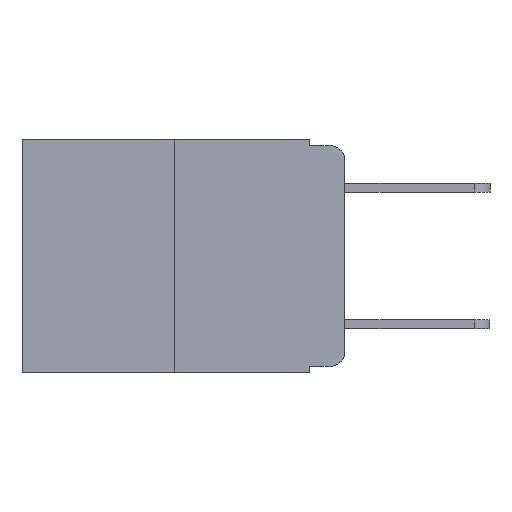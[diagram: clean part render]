
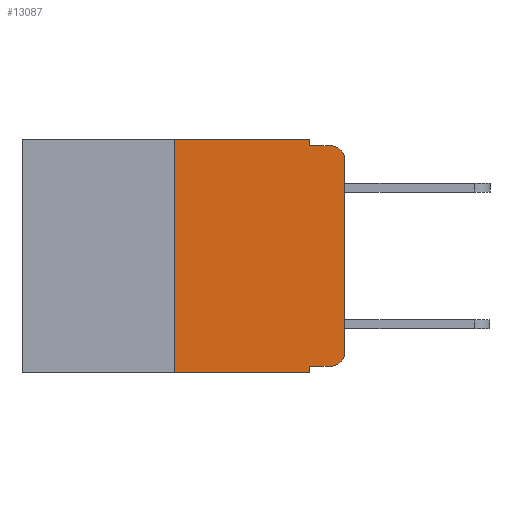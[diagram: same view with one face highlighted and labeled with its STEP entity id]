
A CAD part, left-side view. The second image highlights one B-rep face of the part: STEP entity #13087.
In plain terms, the highlighted planar face has unit normal (-1, 0, 0).
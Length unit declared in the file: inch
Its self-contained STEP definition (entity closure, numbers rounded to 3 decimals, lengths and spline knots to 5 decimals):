
#352 = ORIENTED_EDGE ( 'NONE', *, *, #16771, .T. ) ;
#574 = VECTOR ( 'NONE', #20457, 39.37008 ) ;
#611 = CARTESIAN_POINT ( 'NONE',  ( 0., 0.473, 0. ) ) ;
#612 = EDGE_CURVE ( 'NONE', #13141, #13349, #7519, .T. ) ;
#690 = DIRECTION ( 'NONE',  ( 1., 0., 0. ) ) ;
#831 = ORIENTED_EDGE ( 'NONE', *, *, #18312, .T. ) ;
#1434 = AXIS2_PLACEMENT_3D ( 'NONE', #15744, #4397, #17592 ) ;
#2354 = EDGE_CURVE ( 'NONE', #11226, #21731, #8608, .T. ) ;
#2449 = VECTOR ( 'NONE', #5885, 39.37008 ) ;
#3285 = CARTESIAN_POINT ( 'NONE',  ( 0., 0.25, 0. ) ) ;
#3413 = CARTESIAN_POINT ( 'NONE',  ( 0., 0.02, -0.01 ) ) ;
#3543 = DIRECTION ( 'NONE',  ( 0., -1., 0. ) ) ;
#3648 = DIRECTION ( 'NONE',  ( -1., 0., 0. ) ) ;
#3879 = LINE ( 'NONE', #17320, #8360 ) ;
#4397 = DIRECTION ( 'NONE',  ( -1., 0., 0. ) ) ;
#4524 = ORIENTED_EDGE ( 'NONE', *, *, #23249, .T. ) ;
#4537 = CARTESIAN_POINT ( 'NONE',  ( 0., 0.473, -0.343 ) ) ;
#5464 = AXIS2_PLACEMENT_3D ( 'NONE', #14999, #3648, #16883 ) ;
#5638 = LINE ( 'NONE', #7366, #574 ) ;
#5756 = EDGE_CURVE ( 'NONE', #17576, #14794, #8084, .T. ) ;
#5885 = DIRECTION ( 'NONE',  ( 0., 0., -1. ) ) ;
#6518 = LINE ( 'NONE', #8969, #10928 ) ;
#6837 = VECTOR ( 'NONE', #18761, 39.37008 ) ;
#7366 = CARTESIAN_POINT ( 'NONE',  ( 0., 0.051, -0.01 ) ) ;
#7465 = EDGE_CURVE ( 'NONE', #11226, #14794, #11865, .T. ) ;
#7519 = LINE ( 'NONE', #17189, #2449 ) ;
#7596 = CARTESIAN_POINT ( 'NONE',  ( 0., 0., -0.313 ) ) ;
#8084 = LINE ( 'NONE', #4537, #22956 ) ;
#8360 = VECTOR ( 'NONE', #19188, 39.37008 ) ;
#8608 = LINE ( 'NONE', #14900, #12447 ) ;
#8969 = CARTESIAN_POINT ( 'NONE',  ( 0., 0., 0. ) ) ;
#9420 = VERTEX_POINT ( 'NONE', #3285 ) ;
#10227 = CARTESIAN_POINT ( 'NONE',  ( 0., 0.051, 0. ) ) ;
#10250 = VERTEX_POINT ( 'NONE', #7596 ) ;
#10928 = VECTOR ( 'NONE', #10931, 39.37008 ) ;
#10931 = DIRECTION ( 'NONE',  ( 0., 0., 1. ) ) ;
#11226 = VERTEX_POINT ( 'NONE', #12342 ) ;
#11233 = CARTESIAN_POINT ( 'NONE',  ( 0., 0.051, 0. ) ) ;
#11381 = EDGE_LOOP ( 'NONE', ( #4524, #831, #17633, #22300, #20112, #14579, #22694, #21608, #13830, #352 ) ) ;
#11639 = CARTESIAN_POINT ( 'NONE',  ( 0., 0.051, -0.343 ) ) ;
#11865 = LINE ( 'NONE', #11233, #6837 ) ;
#12342 = CARTESIAN_POINT ( 'NONE',  ( 0., 0.051, -0.333 ) ) ;
#12447 = VECTOR ( 'NONE', #3543, 39.37008 ) ;
#13087 = ADVANCED_FACE ( 'NONE', ( #22386 ), #23171, .F. ) ;
#13141 = VERTEX_POINT ( 'NONE', #10227 ) ;
#13190 = DIRECTION ( 'NONE',  ( 0., 0., 1. ) ) ;
#13349 = VERTEX_POINT ( 'NONE', #14762 ) ;
#13830 = ORIENTED_EDGE ( 'NONE', *, *, #2354, .T. ) ;
#13971 = DIRECTION ( 'NONE',  ( 0., 0., -1. ) ) ;
#14579 = ORIENTED_EDGE ( 'NONE', *, *, #21267, .F. ) ;
#14593 = EDGE_CURVE ( 'NONE', #13349, #22647, #5638, .T. ) ;
#14762 = CARTESIAN_POINT ( 'NONE',  ( 0., 0.051, -0.01 ) ) ;
#14794 = VERTEX_POINT ( 'NONE', #11639 ) ;
#14900 = CARTESIAN_POINT ( 'NONE',  ( 0., 0.051, -0.333 ) ) ;
#14999 = CARTESIAN_POINT ( 'NONE',  ( 0., 0.02, -0.03 ) ) ;
#15209 = AXIS2_PLACEMENT_3D ( 'NONE', #611, #690, #13971 ) ;
#15744 = CARTESIAN_POINT ( 'NONE',  ( 0., 0.02, -0.313 ) ) ;
#15871 = DIRECTION ( 'NONE',  ( 0., -1., 0. ) ) ;
#16124 = CIRCLE ( 'NONE', #5464, 0.02 ) ;
#16771 = EDGE_CURVE ( 'NONE', #21731, #10250, #21398, .T. ) ;
#16883 = DIRECTION ( 'NONE',  ( 0., 0., -1. ) ) ;
#16948 = VECTOR ( 'NONE', #13190, 39.37008 ) ;
#17189 = CARTESIAN_POINT ( 'NONE',  ( 0., 0.051, 0. ) ) ;
#17320 = CARTESIAN_POINT ( 'NONE',  ( 0., 0.473, 0. ) ) ;
#17509 = CARTESIAN_POINT ( 'NONE',  ( 0., 0.02, -0.333 ) ) ;
#17576 = VERTEX_POINT ( 'NONE', #18112 ) ;
#17592 = DIRECTION ( 'NONE',  ( 0., 0., -1. ) ) ;
#17633 = ORIENTED_EDGE ( 'NONE', *, *, #14593, .F. ) ;
#18112 = CARTESIAN_POINT ( 'NONE',  ( 0., 0.25, -0.343 ) ) ;
#18312 = EDGE_CURVE ( 'NONE', #21893, #22647, #16124, .T. ) ;
#18761 = DIRECTION ( 'NONE',  ( 0., 0., -1. ) ) ;
#19188 = DIRECTION ( 'NONE',  ( 0., -1., 0. ) ) ;
#19838 = CARTESIAN_POINT ( 'NONE',  ( 0., 0., -0.03 ) ) ;
#20112 = ORIENTED_EDGE ( 'NONE', *, *, #22261, .F. ) ;
#20457 = DIRECTION ( 'NONE',  ( 0., -1., 0. ) ) ;
#20695 = LINE ( 'NONE', #22428, #16948 ) ;
#21267 = EDGE_CURVE ( 'NONE', #17576, #9420, #20695, .T. ) ;
#21398 = CIRCLE ( 'NONE', #1434, 0.02 ) ;
#21608 = ORIENTED_EDGE ( 'NONE', *, *, #7465, .F. ) ;
#21731 = VERTEX_POINT ( 'NONE', #17509 ) ;
#21893 = VERTEX_POINT ( 'NONE', #19838 ) ;
#22261 = EDGE_CURVE ( 'NONE', #9420, #13141, #3879, .T. ) ;
#22300 = ORIENTED_EDGE ( 'NONE', *, *, #612, .F. ) ;
#22386 = FACE_OUTER_BOUND ( 'NONE', #11381, .T. ) ;
#22428 = CARTESIAN_POINT ( 'NONE',  ( 0., 0.25, 0. ) ) ;
#22647 = VERTEX_POINT ( 'NONE', #3413 ) ;
#22694 = ORIENTED_EDGE ( 'NONE', *, *, #5756, .T. ) ;
#22956 = VECTOR ( 'NONE', #15871, 39.37008 ) ;
#23171 = PLANE ( 'NONE',  #15209 ) ;
#23249 = EDGE_CURVE ( 'NONE', #10250, #21893, #6518, .T. ) ;
